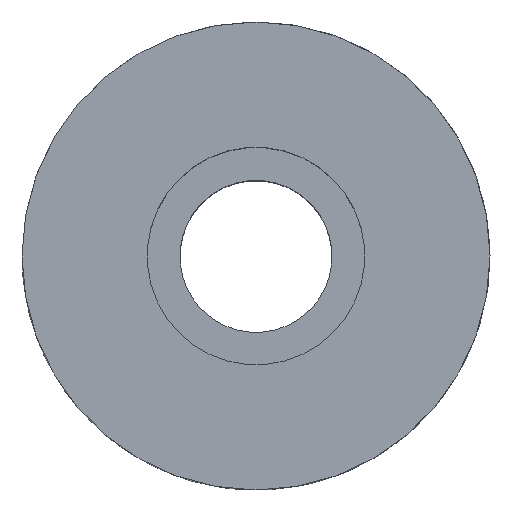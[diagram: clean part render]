
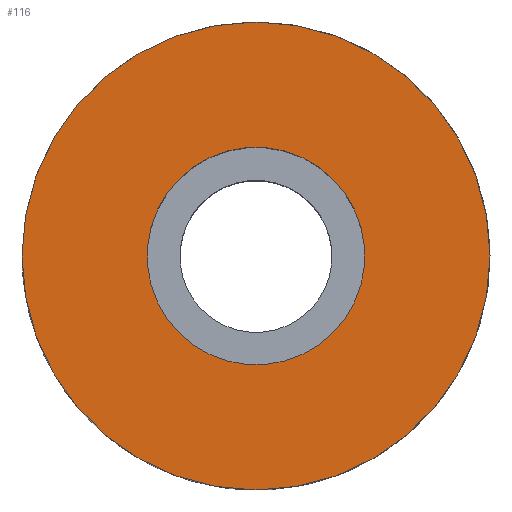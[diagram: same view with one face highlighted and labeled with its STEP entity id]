
A CAD part, top view. The second image highlights one B-rep face of the part: STEP entity #116.
In plain terms, the highlighted planar face has unit normal (0, 0, 1).
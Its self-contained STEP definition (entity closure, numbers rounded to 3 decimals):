
#31=FACE_BOUND('',#44,.T.);
#34=FACE_OUTER_BOUND('',#43,.T.);
#43=EDGE_LOOP('',(#86));
#44=EDGE_LOOP('',(#87));
#54=CIRCLE('',#141,10.);
#55=CIRCLE('',#142,4.65);
#63=VERTEX_POINT('',#202);
#64=VERTEX_POINT('',#204);
#72=EDGE_CURVE('',#63,#63,#54,.T.);
#73=EDGE_CURVE('',#64,#64,#55,.F.);
#86=ORIENTED_EDGE('',*,*,#72,.F.);
#87=ORIENTED_EDGE('',*,*,#73,.T.);
#113=PLANE('',#140);
#116=ADVANCED_FACE('',(#34,#31),#113,.T.);
#140=AXIS2_PLACEMENT_3D('',#201,#162,#163);
#141=AXIS2_PLACEMENT_3D('',#203,#164,#165);
#142=AXIS2_PLACEMENT_3D('',#205,#166,#167);
#162=DIRECTION('center_axis',(0.,0.,1.));
#163=DIRECTION('ref_axis',(0.,1.,0.));
#164=DIRECTION('center_axis',(0.,0.,-1.));
#165=DIRECTION('ref_axis',(1.,0.,0.));
#166=DIRECTION('center_axis',(0.,0.,1.));
#167=DIRECTION('ref_axis',(0.996,0.087,0.));
#201=CARTESIAN_POINT('Origin',(-8.6,1.634,3.2));
#202=CARTESIAN_POINT('',(-10.,0.,3.2));
#203=CARTESIAN_POINT('Origin',(0.,0.,3.2));
#204=CARTESIAN_POINT('',(-4.632,-0.405,3.2));
#205=CARTESIAN_POINT('Origin',(0.,0.,3.2));
